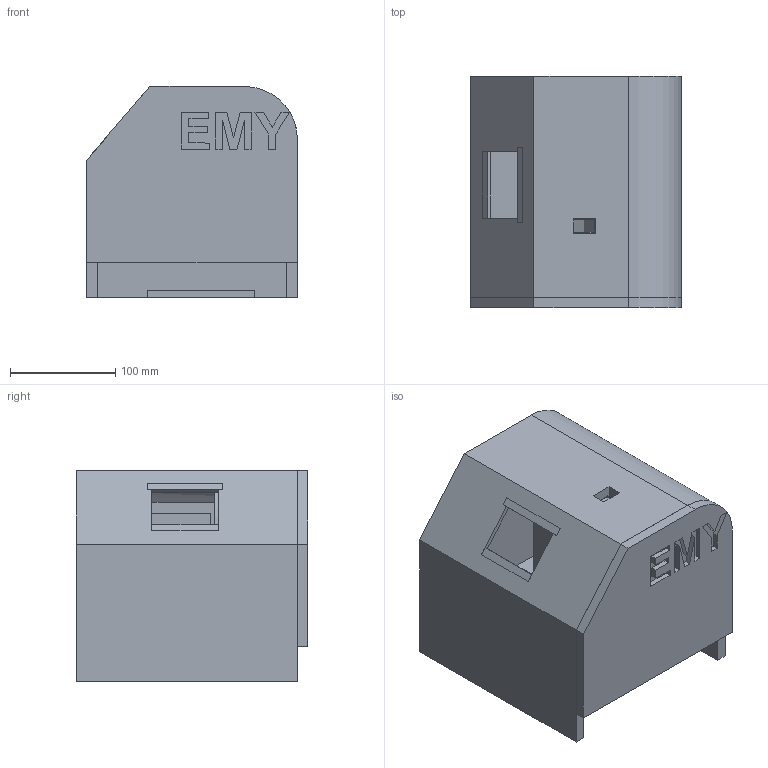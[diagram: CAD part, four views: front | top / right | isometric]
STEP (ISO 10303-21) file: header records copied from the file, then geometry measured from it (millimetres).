
FILE_DESCRIPTION(/* description */ (''),/* implementation_level */ '2;1');
FILE_NAME(/* name */ 'Emy.step',/* time_stamp */ '2023-07-14T23:34:57+03:00',/* author */ (''),/* organization */ (''),/* preprocessor_version */ 'ST-DEVELOPER v19.2',/* originating_system */ 'Autodesk Translation Framework v12.6.0.85',/* authorisation */ '');
FILE_SCHEMA (('AUTOMOTIVE_DESIGN { 1 0 10303 214 3 1 1 }','PROCESS_PLANNING_SCHEMA'));
Length unit declared in the file: millimetre
Products named in the file (10): Emy v15; Corp; Component3; Usa; usa nou; Dispenser; Suport motor; Prelungire servo; Suport stepper; Tavita de colectare
Assembly tree (9 placements, depth 3):
  Emy v15
    Corp
      Component3
    Usa
      usa nou
    Dispenser
    Suport motor
    Prelungire servo
    Suport stepper
    Tavita de colectare
Bounding box: 200.03 x 219.75 x 200.25 mm (x, y, z)
Volume: 2178327.5 mm3; surface area: 580356.6 mm2
Topology: 8 solids, 8 shells, 251 faces, 642 edges, 426 vertices
Faces by surface type: plane 194, cylinder 53, bspline 3, cone 1
Full cylindrical faces by diameter (mm): 4 x2, 4.005 x2, 4.2 x6, 4.253 x2, 4.438 x2, 5.2 x14, 24.845 x1, 90 x2
Entity records: 8107 total; most frequent: CARTESIAN_POINT 1519, DIRECTION 1320, ORIENTED_EDGE 1284, EDGE_CURVE 642, LINE 480, VECTOR 480, VERTEX_POINT 426, AXIS2_PLACEMENT_3D 420
